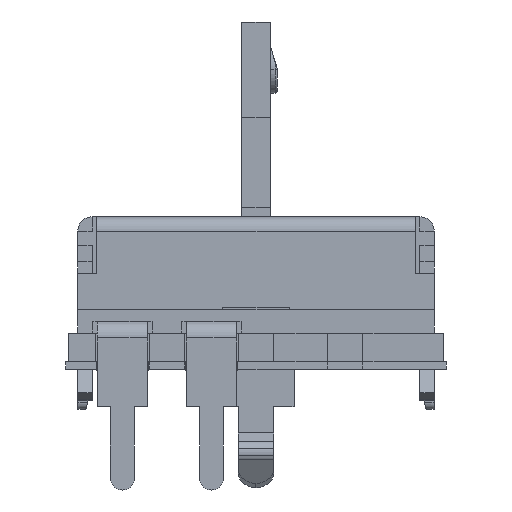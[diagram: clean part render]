
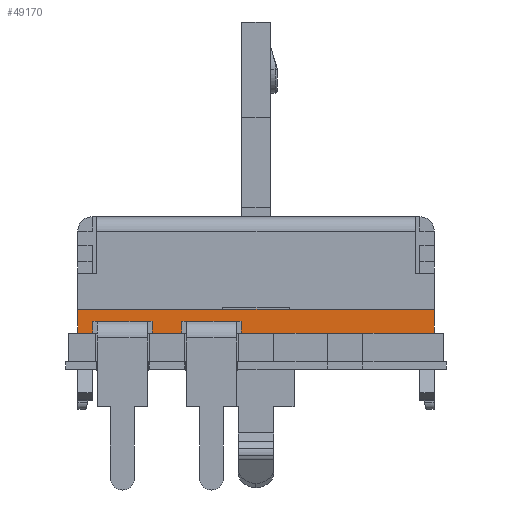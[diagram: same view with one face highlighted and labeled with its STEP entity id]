
A CAD part, left-side view. The second image highlights one B-rep face of the part: STEP entity #49170.
In plain terms, the highlighted planar face has unit normal (-1, 0, 0).
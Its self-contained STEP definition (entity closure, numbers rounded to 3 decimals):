
#270 = PLANE('',#271);
#271 = AXIS2_PLACEMENT_3D('',#272,#273,#274);
#272 = CARTESIAN_POINT('',(-64.,6.75,3.2));
#273 = DIRECTION('',(0.,0.,-1.));
#274 = DIRECTION('',(-1.,0.,0.));
#1133 = PLANE('',#1134);
#1134 = AXIS2_PLACEMENT_3D('',#1135,#1136,#1137);
#1135 = CARTESIAN_POINT('',(-57.645,-7.5,2.));
#1136 = DIRECTION('',(0.,-1.,0.));
#1137 = DIRECTION('',(0.,0.,-1.));
#1474 = PLANE('',#1475);
#1475 = AXIS2_PLACEMENT_3D('',#1476,#1477,#1478);
#1476 = CARTESIAN_POINT('',(-57.674,7.5,3.768));
#1477 = DIRECTION('',(0.,1.,0.));
#1478 = DIRECTION('',(0.,0.,1.));
#35845 = PLANE('',#35846);
#35846 = AXIS2_PLACEMENT_3D('',#35847,#35848,#35849);
#35847 = CARTESIAN_POINT('',(-63.2,-8.,4.2));
#35848 = DIRECTION('',(0.,0.,1.));
#35849 = DIRECTION('',(1.,0.,0.));
#49170 = ADVANCED_FACE('',(#49171),#49185,.F.);
#49171 = FACE_BOUND('',#49172,.T.);
#49172 = EDGE_LOOP('',(#49173,#49203,#49226,#49249));
#49173 = ORIENTED_EDGE('',*,*,#49174,.T.);
#49174 = EDGE_CURVE('',#49175,#49177,#49179,.T.);
#49175 = VERTEX_POINT('',#49176);
#49176 = CARTESIAN_POINT('',(-58.,-7.5,4.2));
#49177 = VERTEX_POINT('',#49178);
#49178 = CARTESIAN_POINT('',(-58.,7.5,4.2));
#49179 = SURFACE_CURVE('',#49180,(#49184,#49196),.PCURVE_S1.);
#49180 = LINE('',#49181,#49182);
#49181 = CARTESIAN_POINT('',(-58.,-8.,4.2));
#49182 = VECTOR('',#49183,1.);
#49183 = DIRECTION('',(0.,1.,0.));
#49184 = PCURVE('',#49185,#49190);
#49185 = PLANE('',#49186);
#49186 = AXIS2_PLACEMENT_3D('',#49187,#49188,#49189);
#49187 = CARTESIAN_POINT('',(-58.,-8.,4.2));
#49188 = DIRECTION('',(1.,0.,0.));
#49189 = DIRECTION('',(0.,1.,0.));
#49190 = DEFINITIONAL_REPRESENTATION('',(#49191),#49195);
#49191 = LINE('',#49192,#49193);
#49192 = CARTESIAN_POINT('',(0.,0.));
#49193 = VECTOR('',#49194,1.);
#49194 = DIRECTION('',(1.,0.));
#49195 = ( GEOMETRIC_REPRESENTATION_CONTEXT(2) 
PARAMETRIC_REPRESENTATION_CONTEXT() REPRESENTATION_CONTEXT('2D SPACE',''
  ) );
#49196 = PCURVE('',#35845,#49197);
#49197 = DEFINITIONAL_REPRESENTATION('',(#49198),#49202);
#49198 = LINE('',#49199,#49200);
#49199 = CARTESIAN_POINT('',(5.2,0.));
#49200 = VECTOR('',#49201,1.);
#49201 = DIRECTION('',(0.,1.));
#49202 = ( GEOMETRIC_REPRESENTATION_CONTEXT(2) 
PARAMETRIC_REPRESENTATION_CONTEXT() REPRESENTATION_CONTEXT('2D SPACE',''
  ) );
#49203 = ORIENTED_EDGE('',*,*,#49204,.F.);
#49204 = EDGE_CURVE('',#49205,#49177,#49207,.T.);
#49205 = VERTEX_POINT('',#49206);
#49206 = CARTESIAN_POINT('',(-58.,7.5,3.2));
#49207 = SURFACE_CURVE('',#49208,(#49212,#49219),.PCURVE_S1.);
#49208 = LINE('',#49209,#49210);
#49209 = CARTESIAN_POINT('',(-58.,7.5,3.2));
#49210 = VECTOR('',#49211,1.);
#49211 = DIRECTION('',(0.,0.,1.));
#49212 = PCURVE('',#49185,#49213);
#49213 = DEFINITIONAL_REPRESENTATION('',(#49214),#49218);
#49214 = LINE('',#49215,#49216);
#49215 = CARTESIAN_POINT('',(15.5,-1.));
#49216 = VECTOR('',#49217,1.);
#49217 = DIRECTION('',(0.,1.));
#49218 = ( GEOMETRIC_REPRESENTATION_CONTEXT(2) 
PARAMETRIC_REPRESENTATION_CONTEXT() REPRESENTATION_CONTEXT('2D SPACE',''
  ) );
#49219 = PCURVE('',#1474,#49220);
#49220 = DEFINITIONAL_REPRESENTATION('',(#49221),#49225);
#49221 = LINE('',#49222,#49223);
#49222 = CARTESIAN_POINT('',(-0.568,-0.326));
#49223 = VECTOR('',#49224,1.);
#49224 = DIRECTION('',(1.,0.));
#49225 = ( GEOMETRIC_REPRESENTATION_CONTEXT(2) 
PARAMETRIC_REPRESENTATION_CONTEXT() REPRESENTATION_CONTEXT('2D SPACE',''
  ) );
#49226 = ORIENTED_EDGE('',*,*,#49227,.T.);
#49227 = EDGE_CURVE('',#49205,#49228,#49230,.T.);
#49228 = VERTEX_POINT('',#49229);
#49229 = CARTESIAN_POINT('',(-58.,-7.5,3.2));
#49230 = SURFACE_CURVE('',#49231,(#49235,#49242),.PCURVE_S1.);
#49231 = LINE('',#49232,#49233);
#49232 = CARTESIAN_POINT('',(-58.,-249.539,3.2));
#49233 = VECTOR('',#49234,1.);
#49234 = DIRECTION('',(0.,-1.,0.));
#49235 = PCURVE('',#49185,#49236);
#49236 = DEFINITIONAL_REPRESENTATION('',(#49237),#49241);
#49237 = LINE('',#49238,#49239);
#49238 = CARTESIAN_POINT('',(-241.539,-1.));
#49239 = VECTOR('',#49240,1.);
#49240 = DIRECTION('',(-1.,0.));
#49241 = ( GEOMETRIC_REPRESENTATION_CONTEXT(2) 
PARAMETRIC_REPRESENTATION_CONTEXT() REPRESENTATION_CONTEXT('2D SPACE',''
  ) );
#49242 = PCURVE('',#270,#49243);
#49243 = DEFINITIONAL_REPRESENTATION('',(#49244),#49248);
#49244 = LINE('',#49245,#49246);
#49245 = CARTESIAN_POINT('',(-6.,-256.289));
#49246 = VECTOR('',#49247,1.);
#49247 = DIRECTION('',(0.,-1.));
#49248 = ( GEOMETRIC_REPRESENTATION_CONTEXT(2) 
PARAMETRIC_REPRESENTATION_CONTEXT() REPRESENTATION_CONTEXT('2D SPACE',''
  ) );
#49249 = ORIENTED_EDGE('',*,*,#49250,.F.);
#49250 = EDGE_CURVE('',#49175,#49228,#49251,.T.);
#49251 = SURFACE_CURVE('',#49252,(#49256,#49263),.PCURVE_S1.);
#49252 = LINE('',#49253,#49254);
#49253 = CARTESIAN_POINT('',(-58.,-7.5,8.1));
#49254 = VECTOR('',#49255,1.);
#49255 = DIRECTION('',(0.,0.,-1.));
#49256 = PCURVE('',#49185,#49257);
#49257 = DEFINITIONAL_REPRESENTATION('',(#49258),#49262);
#49258 = LINE('',#49259,#49260);
#49259 = CARTESIAN_POINT('',(0.5,3.9));
#49260 = VECTOR('',#49261,1.);
#49261 = DIRECTION('',(0.,-1.));
#49262 = ( GEOMETRIC_REPRESENTATION_CONTEXT(2) 
PARAMETRIC_REPRESENTATION_CONTEXT() REPRESENTATION_CONTEXT('2D SPACE',''
  ) );
#49263 = PCURVE('',#1133,#49264);
#49264 = DEFINITIONAL_REPRESENTATION('',(#49265),#49269);
#49265 = LINE('',#49266,#49267);
#49266 = CARTESIAN_POINT('',(-6.1,-0.355));
#49267 = VECTOR('',#49268,1.);
#49268 = DIRECTION('',(1.,0.));
#49269 = ( GEOMETRIC_REPRESENTATION_CONTEXT(2) 
PARAMETRIC_REPRESENTATION_CONTEXT() REPRESENTATION_CONTEXT('2D SPACE',''
  ) );
